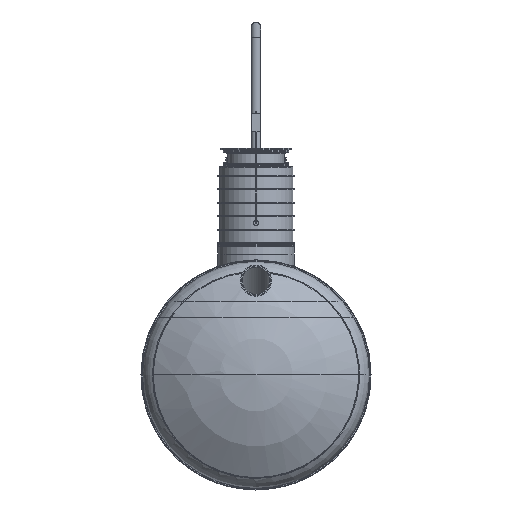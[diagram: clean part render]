
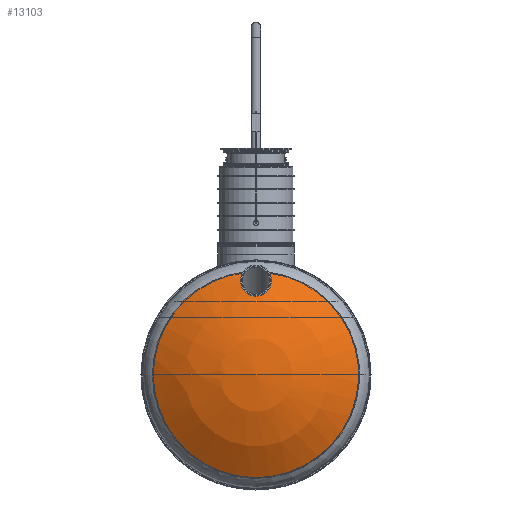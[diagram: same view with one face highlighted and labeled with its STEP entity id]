
A CAD part, left-side view. The second image highlights one B-rep face of the part: STEP entity #13103.
In plain terms, the highlighted spherical face has radius 2016 mm.
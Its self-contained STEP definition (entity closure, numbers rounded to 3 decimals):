
#89=SPHERICAL_SURFACE('',#14790,2016.);
#714=B_SPLINE_CURVE_WITH_KNOTS('',3,(#21543,#21544,#21545,#21546,#21547,
#21548,#21549,#21550,#21551,#21552,#21553,#21554,#21555,#21556,#21557,#21558,
#21559,#21560,#21561,#21562,#21563,#21564,#21565,#21566,#21567,#21568,#21569,
#21570,#21571,#21572,#21573,#21574,#21575,#21576,#21577,#21578,#21579,#21580,
#21581,#21582,#21583,#21584,#21585,#21586,#21587,#21588,#21589,#21590,#21591,
#21592,#21593,#21594,#21595),.UNSPECIFIED.,.F.,.F.,(4,1,1,1,1,1,1,1,1,1,
1,1,1,1,1,1,1,1,1,1,1,1,1,1,1,1,1,1,1,1,1,1,1,1,1,1,1,1,1,1,1,1,1,1,1,1,
1,1,1,1,4),(0.,0.024,0.048,0.072,
0.084,0.096,0.12,0.144,
0.156,0.168,0.192,0.216,
0.228,0.24,0.264,0.275,
0.287,0.293,0.299,0.311,0.335,
0.341,0.347,0.359,0.371,
0.383,0.395,0.401,0.407,
0.431,0.437,0.443,0.455,
0.467,0.479,0.491,0.503,
0.527,0.551,0.575,0.587,
0.599,0.611,0.623,0.647,
0.659,0.671,0.695,0.719,
0.743,0.767),.UNSPECIFIED.);
#2648=ORIENTED_EDGE('',*,*,#5949,.F.);
#2649=ORIENTED_EDGE('',*,*,#5951,.T.);
#5949=EDGE_CURVE('',#7622,#7623,#8870,.T.);
#5951=EDGE_CURVE('',#7622,#7623,#714,.T.);
#7622=VERTEX_POINT('',#21513);
#7623=VERTEX_POINT('',#21514);
#8870=CIRCLE('',#14789,1152.964);
#9669=EDGE_LOOP('',(#2648,#2649));
#11187=FACE_BOUND('',#9669,.T.);
#13103=ADVANCED_FACE('',(#11187),#89,.T.);
#14789=AXIS2_PLACEMENT_3D('',#21512,#16685,#16686);
#14790=AXIS2_PLACEMENT_3D('',#21542,#16687,#16688);
#16685=DIRECTION('',(0.,0.,-1.));
#16686=DIRECTION('',(-1.,0.,0.));
#16687=DIRECTION('',(0.,0.,-1.));
#16688=DIRECTION('',(-1.,0.,0.));
#21512=CARTESIAN_POINT('',(0.,0.,-362.238));
#21513=CARTESIAN_POINT('',(124.707,1146.2,-362.238));
#21514=CARTESIAN_POINT('',(-124.707,1146.2,-362.238));
#21542=CARTESIAN_POINT('',(0.,0.,-2016.));
#21543=CARTESIAN_POINT('',(124.707,1146.2,-362.238));
#21544=CARTESIAN_POINT('',(129.156,1140.432,-358.575));
#21545=CARTESIAN_POINT('',(137.052,1128.553,-351.058));
#21546=CARTESIAN_POINT('',(146.196,1109.796,-339.269));
#21547=CARTESIAN_POINT('',(151.669,1093.443,-329.065));
#21548=CARTESIAN_POINT('',(154.761,1079.859,-320.636));
#21549=CARTESIAN_POINT('',(156.927,1066.215,-312.201));
#21550=CARTESIAN_POINT('',(157.943,1049.114,-301.689));
#21551=CARTESIAN_POINT('',(156.732,1031.933,-291.204));
#21552=CARTESIAN_POINT('',(154.364,1018.15,-282.839));
#21553=CARTESIAN_POINT('',(151.107,1004.645,-274.672));
#21554=CARTESIAN_POINT('',(145.371,988.188,-264.772));
#21555=CARTESIAN_POINT('',(137.361,972.345,-255.304));
#21556=CARTESIAN_POINT('',(129.455,960.069,-248.003));
#21557=CARTESIAN_POINT('',(120.746,948.417,-241.093));
#21558=CARTESIAN_POINT('',(110.787,937.62,-234.719));
#21559=CARTESIAN_POINT('',(99.527,927.756,-228.917));
#21560=CARTESIAN_POINT('',(91.901,921.989,-225.532));
#21561=CARTESIAN_POINT('',(85.457,917.657,-222.994));
#21562=CARTESIAN_POINT('',(78.885,913.583,-220.609));
#21563=CARTESIAN_POINT('',(66.987,907.087,-216.813));
#21564=CARTESIAN_POINT('',(54.307,901.878,-213.777));
#21565=CARTESIAN_POINT('',(42.851,898.401,-211.753));
#21566=CARTESIAN_POINT('',(35.024,896.35,-210.56));
#21567=CARTESIAN_POINT('',(25.125,894.361,-209.403));
#21568=CARTESIAN_POINT('',(13.163,892.897,-208.553));
#21569=CARTESIAN_POINT('',(1.099,892.348,-208.234));
#21570=CARTESIAN_POINT('',(-9.058,892.668,-208.419));
#21571=CARTESIAN_POINT('',(-17.198,893.402,-208.846));
#21572=CARTESIAN_POINT('',(-29.232,894.961,-209.752));
#21573=CARTESIAN_POINT('',(-40.944,897.641,-211.31));
#21574=CARTESIAN_POINT('',(-52.316,901.402,-213.5));
#21575=CARTESIAN_POINT('',(-59.829,904.21,-215.136));
#21576=CARTESIAN_POINT('',(-68.879,908.197,-217.462));
#21577=CARTESIAN_POINT('',(-79.198,913.696,-220.675));
#21578=CARTESIAN_POINT('',(-88.989,919.877,-224.293));
#21579=CARTESIAN_POINT('',(-98.303,926.765,-228.334));
#21580=CARTESIAN_POINT('',(-109.804,936.651,-234.148));
#21581=CARTESIAN_POINT('',(-122.493,950.172,-242.128));
#21582=CARTESIAN_POINT('',(-135.205,968.248,-252.858));
#21583=CARTESIAN_POINT('',(-143.35,984.09,-262.322));
#21584=CARTESIAN_POINT('',(-148.525,997.234,-270.214));
#21585=CARTESIAN_POINT('',(-151.74,1007.356,-276.312));
#21586=CARTESIAN_POINT('',(-154.238,1017.548,-282.474));
#21587=CARTESIAN_POINT('',(-156.64,1031.195,-290.755));
#21588=CARTESIAN_POINT('',(-157.683,1044.931,-299.135));
#21589=CARTESIAN_POINT('',(-157.371,1058.775,-307.627));
#21590=CARTESIAN_POINT('',(-156.137,1072.615,-316.15));
#21591=CARTESIAN_POINT('',(-152.926,1089.511,-326.613));
#21592=CARTESIAN_POINT('',(-146.441,1109.237,-338.919));
#21593=CARTESIAN_POINT('',(-137.131,1128.452,-350.993));
#21594=CARTESIAN_POINT('',(-129.161,1140.426,-358.571));
#21595=CARTESIAN_POINT('',(-124.707,1146.2,-362.238));
